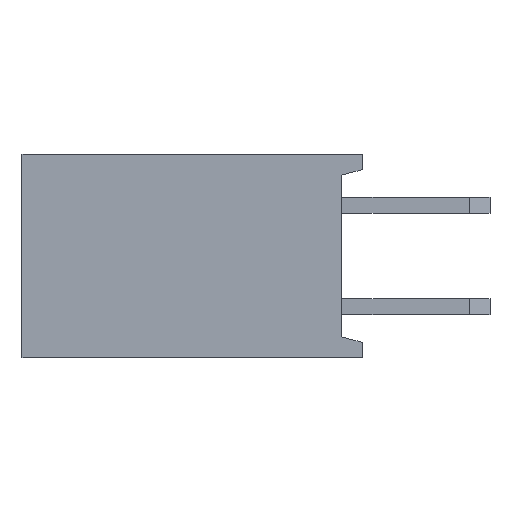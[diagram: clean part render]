
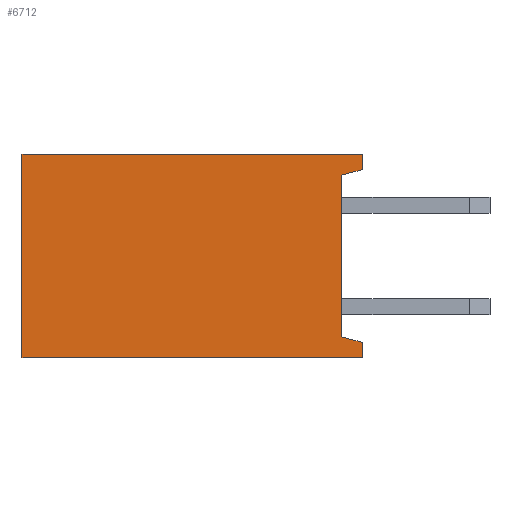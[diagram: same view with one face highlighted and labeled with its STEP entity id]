
A CAD part, left-side view. The second image highlights one B-rep face of the part: STEP entity #6712.
In plain terms, the highlighted planar face has unit normal (-1, 0, 0).
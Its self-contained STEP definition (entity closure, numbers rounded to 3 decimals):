
#485 = FACE_OUTER_BOUND ( 'NONE', #2550, .T. ) ;
#532 = DIRECTION ( 'NONE',  ( -1., 0., 0. ) ) ;
#581 = ORIENTED_EDGE ( 'NONE', *, *, #2449, .T. ) ;
#671 = CARTESIAN_POINT ( 'NONE',  ( -12.954, 0.508, -2.023 ) ) ;
#767 = VERTEX_POINT ( 'NONE', #7285 ) ;
#795 = ORIENTED_EDGE ( 'NONE', *, *, #5766, .T. ) ;
#869 = VERTEX_POINT ( 'NONE', #6441 ) ;
#888 = EDGE_CURVE ( 'NONE', #1851, #2404, #7419, .T. ) ;
#932 = VERTEX_POINT ( 'NONE', #2536 ) ;
#1058 = CARTESIAN_POINT ( 'NONE',  ( -12.954, 8.509, 2.54 ) ) ;
#1082 = EDGE_CURVE ( 'NONE', #869, #1851, #6200, .T. ) ;
#1173 = ORIENTED_EDGE ( 'NONE', *, *, #2635, .T. ) ;
#1270 = VECTOR ( 'NONE', #7309, 1000. ) ;
#1337 = LINE ( 'NONE', #6874, #1690 ) ;
#1421 = ORIENTED_EDGE ( 'NONE', *, *, #3564, .T. ) ;
#1457 = VECTOR ( 'NONE', #5534, 1000. ) ;
#1666 = CARTESIAN_POINT ( 'NONE',  ( -12.954, 0., 2.159 ) ) ;
#1690 = VECTOR ( 'NONE', #6920, 1000. ) ;
#1705 = EDGE_CURVE ( 'NONE', #932, #3766, #8684, .T. ) ;
#1851 = VERTEX_POINT ( 'NONE', #5554 ) ;
#1905 = VECTOR ( 'NONE', #2106, 1000. ) ;
#1972 = ORIENTED_EDGE ( 'NONE', *, *, #1082, .T. ) ;
#1974 = VERTEX_POINT ( 'NONE', #4092 ) ;
#2106 = DIRECTION ( 'NONE',  ( 0., 0.966, 0.259 ) ) ;
#2404 = VERTEX_POINT ( 'NONE', #3592 ) ;
#2449 = EDGE_CURVE ( 'NONE', #2404, #2694, #7333, .T. ) ;
#2502 = LINE ( 'NONE', #3358, #5551 ) ;
#2534 = DIRECTION ( 'NONE',  ( 0., 1., 0. ) ) ;
#2536 = CARTESIAN_POINT ( 'NONE',  ( -12.954, 8.509, 2.54 ) ) ;
#2550 = EDGE_LOOP ( 'NONE', ( #1421, #5868, #1173, #5450, #795, #1972, #8781, #581 ) ) ;
#2635 = EDGE_CURVE ( 'NONE', #3766, #767, #1337, .T. ) ;
#2694 = VERTEX_POINT ( 'NONE', #5196 ) ;
#3176 = DIRECTION ( 'NONE',  ( 0., 0., 1. ) ) ;
#3358 = CARTESIAN_POINT ( 'NONE',  ( -12.954, 0., -2.54 ) ) ;
#3564 = EDGE_CURVE ( 'NONE', #2694, #932, #7968, .T. ) ;
#3592 = CARTESIAN_POINT ( 'NONE',  ( -12.954, 0., 2.159 ) ) ;
#3641 = VECTOR ( 'NONE', #5354, 1000. ) ;
#3766 = VERTEX_POINT ( 'NONE', #8354 ) ;
#3980 = PLANE ( 'NONE',  #5117 ) ;
#3986 = CARTESIAN_POINT ( 'NONE',  ( -12.954, 0.508, 2.023 ) ) ;
#4092 = CARTESIAN_POINT ( 'NONE',  ( -12.954, 0., -2.159 ) ) ;
#5117 = AXIS2_PLACEMENT_3D ( 'NONE', #6648, #532, #6694 ) ;
#5174 = DIRECTION ( 'NONE',  ( 0., 0., 1. ) ) ;
#5196 = CARTESIAN_POINT ( 'NONE',  ( -12.954, 0., 2.54 ) ) ;
#5354 = DIRECTION ( 'NONE',  ( 0., -0.966, 0.259 ) ) ;
#5450 = ORIENTED_EDGE ( 'NONE', *, *, #5918, .T. ) ;
#5534 = DIRECTION ( 'NONE',  ( 0., 0., 1. ) ) ;
#5551 = VECTOR ( 'NONE', #3176, 1000. ) ;
#5554 = CARTESIAN_POINT ( 'NONE',  ( -12.954, 0.508, 2.023 ) ) ;
#5766 = EDGE_CURVE ( 'NONE', #1974, #869, #8417, .T. ) ;
#5868 = ORIENTED_EDGE ( 'NONE', *, *, #1705, .T. ) ;
#5918 = EDGE_CURVE ( 'NONE', #767, #1974, #2502, .T. ) ;
#6200 = LINE ( 'NONE', #671, #1457 ) ;
#6225 = CARTESIAN_POINT ( 'NONE',  ( -12.954, 0., -2.159 ) ) ;
#6441 = CARTESIAN_POINT ( 'NONE',  ( -12.954, 0.508, -2.023 ) ) ;
#6648 = CARTESIAN_POINT ( 'NONE',  ( -12.954, 0., 0. ) ) ;
#6694 = DIRECTION ( 'NONE',  ( 0., 0., 1. ) ) ;
#6712 = ADVANCED_FACE ( 'NONE', ( #485 ), #3980, .T. ) ;
#6874 = CARTESIAN_POINT ( 'NONE',  ( -12.954, 8.509, -2.54 ) ) ;
#6920 = DIRECTION ( 'NONE',  ( 0., -1., 0. ) ) ;
#7285 = CARTESIAN_POINT ( 'NONE',  ( -12.954, 0., -2.54 ) ) ;
#7309 = DIRECTION ( 'NONE',  ( 0., 0., -1. ) ) ;
#7333 = LINE ( 'NONE', #1666, #7636 ) ;
#7419 = LINE ( 'NONE', #3986, #3641 ) ;
#7421 = VECTOR ( 'NONE', #2534, 1000. ) ;
#7636 = VECTOR ( 'NONE', #5174, 1000. ) ;
#7968 = LINE ( 'NONE', #8066, #7421 ) ;
#8066 = CARTESIAN_POINT ( 'NONE',  ( -12.954, 0., 2.54 ) ) ;
#8354 = CARTESIAN_POINT ( 'NONE',  ( -12.954, 8.509, -2.54 ) ) ;
#8417 = LINE ( 'NONE', #6225, #1905 ) ;
#8684 = LINE ( 'NONE', #1058, #1270 ) ;
#8781 = ORIENTED_EDGE ( 'NONE', *, *, #888, .T. ) ;
